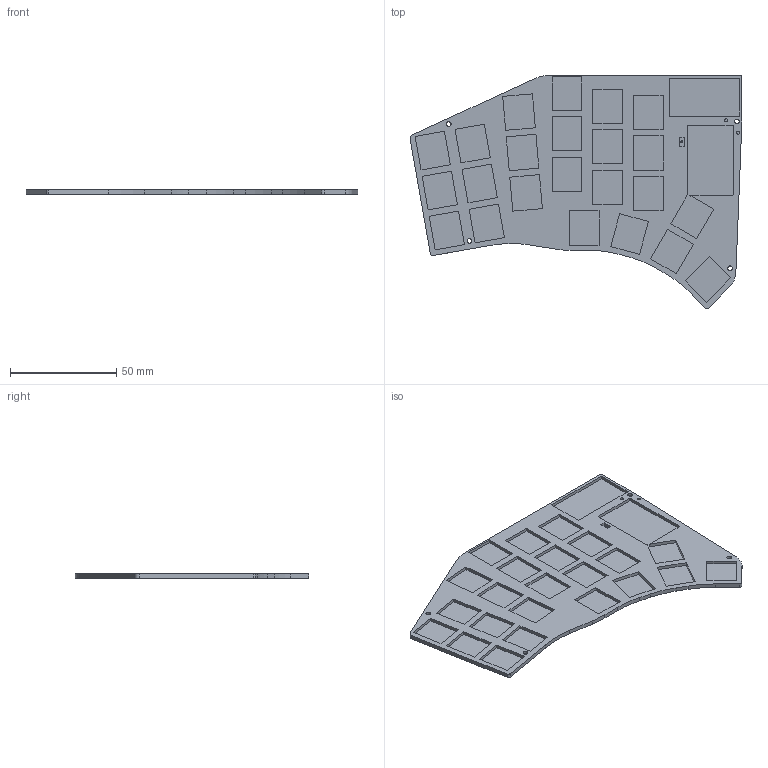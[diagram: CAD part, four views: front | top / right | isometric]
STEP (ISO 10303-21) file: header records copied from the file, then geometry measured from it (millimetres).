
FILE_DESCRIPTION(/* description */ ('Alibre Inc.'),/* implementation_level */ '2;1');
FILE_NAME(/* name */ 'export-1E4C52A5-FDBA-4CFD-AE46-232A60296042',/* time_stamp */ '2025-05-31T14:17:30+09:00',/* author */ (''),/* organization */ (''),/* preprocessor_version */ 'ST-DEVELOPER v17',/* originating_system */ 'Alibre',/* authorisation */ '');
FILE_SCHEMA (('CONFIG_CONTROL_DESIGN'));
Length unit declared in the file: centimetre
Bounding box: 155.84 x 109.7 x 1.9 mm (x, y, z)
Volume: 13710.8 mm3; surface area: 27988.7 mm2
Topology: 1 solids, 1 shells, 172 faces, 429 edges, 286 vertices
Faces by surface type: plane 145, cylinder 23, cone 4
Full cylindrical faces by diameter (mm): 1 x1, 1.4 x2, 2.2 x4
Entity records: 4932 total; most frequent: CARTESIAN_POINT 868, ORIENTED_EDGE 828, DIRECTION 663, EDGE_CURVE 414, VECTOR 364, LINE 364, VERTEX_POINT 282, AXIS2_PLACEMENT_3D 222
